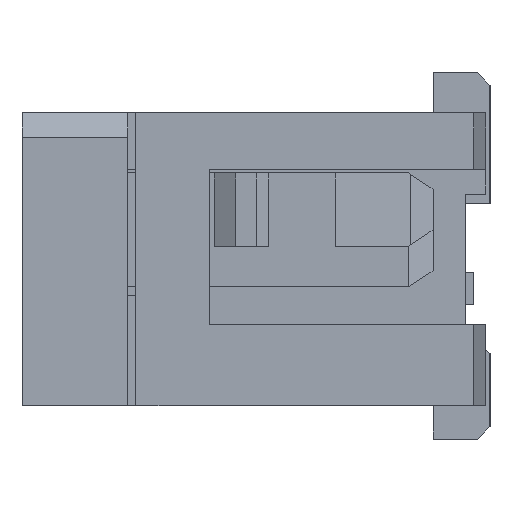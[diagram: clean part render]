
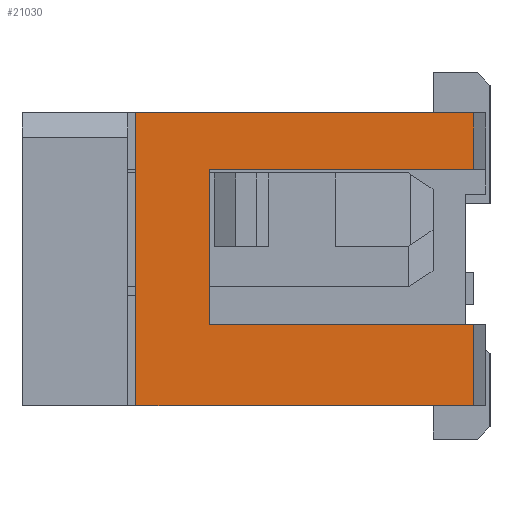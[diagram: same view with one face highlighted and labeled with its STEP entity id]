
A CAD part, left-side view. The second image highlights one B-rep face of the part: STEP entity #21030.
In plain terms, the highlighted planar face has unit normal (-1, 0, 0).
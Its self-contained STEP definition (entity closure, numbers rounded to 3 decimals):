
#1=DIRECTION('',(0.,0.,-1.));
#2=VECTOR('',#1,3.6);
#3=CARTESIAN_POINT('',(-9.925,4.3,1.8));
#4=LINE('',#3,#2);
#5=DIRECTION('',(0.,-1.,0.));
#6=VECTOR('',#5,4.15);
#7=CARTESIAN_POINT('',(-9.925,4.3,1.8));
#8=LINE('',#7,#6);
#9=DIRECTION('',(0.,0.,-1.));
#10=VECTOR('',#9,0.7);
#11=CARTESIAN_POINT('',(-9.925,0.15,1.8));
#12=LINE('',#11,#10);
#13=DIRECTION('',(0.,1.,0.));
#14=VECTOR('',#13,3.25);
#15=CARTESIAN_POINT('',(-9.925,0.15,1.1));
#16=LINE('',#15,#14);
#17=DIRECTION('',(0.,0.,-1.));
#18=VECTOR('',#17,1.9);
#19=CARTESIAN_POINT('',(-9.925,3.4,1.1));
#20=LINE('',#19,#18);
#21=DIRECTION('',(0.,0.,-1.));
#22=VECTOR('',#21,1.);
#23=CARTESIAN_POINT('',(-9.925,0.15,-0.8));
#24=LINE('',#23,#22);
#25=DIRECTION('',(0.,1.,0.));
#26=VECTOR('',#25,4.15);
#27=CARTESIAN_POINT('',(-9.925,0.15,-1.8));
#28=LINE('',#27,#26);
#7780=DIRECTION('',(0.,1.,0.));
#7781=VECTOR('',#7780,3.25);
#7782=CARTESIAN_POINT('',(-9.925,0.15,-0.8));
#7783=LINE('',#7782,#7781);
#15839=CARTESIAN_POINT('',(-9.925,4.3,1.8));
#15840=CARTESIAN_POINT('',(-9.925,4.3,-1.8));
#15841=VERTEX_POINT('',#15839);
#15842=VERTEX_POINT('',#15840);
#15851=CARTESIAN_POINT('',(-9.925,0.15,1.8));
#15852=VERTEX_POINT('',#15851);
#15867=CARTESIAN_POINT('',(-9.925,0.15,-1.8));
#15868=VERTEX_POINT('',#15867);
#15993=CARTESIAN_POINT('',(-9.925,0.15,1.1));
#15994=VERTEX_POINT('',#15993);
#15995=CARTESIAN_POINT('',(-9.925,0.15,-0.8));
#15996=VERTEX_POINT('',#15995);
#16149=CARTESIAN_POINT('',(-9.925,3.4,1.1));
#16150=CARTESIAN_POINT('',(-9.925,3.4,-0.8));
#16151=VERTEX_POINT('',#16149);
#16152=VERTEX_POINT('',#16150);
#21007=CARTESIAN_POINT('',(-9.925,0.,0.));
#21008=DIRECTION('',(1.,0.,0.));
#21009=DIRECTION('',(0.,-1.,0.));
#21010=AXIS2_PLACEMENT_3D('',#21007,#21008,#21009);
#21011=PLANE('',#21010);
#21013=ORIENTED_EDGE('',*,*,#21012,.F.);
#21015=ORIENTED_EDGE('',*,*,#21014,.T.);
#21017=ORIENTED_EDGE('',*,*,#21016,.T.);
#21019=ORIENTED_EDGE('',*,*,#21018,.T.);
#21021=ORIENTED_EDGE('',*,*,#21020,.T.);
#21023=ORIENTED_EDGE('',*,*,#21022,.F.);
#21025=ORIENTED_EDGE('',*,*,#21024,.T.);
#21027=ORIENTED_EDGE('',*,*,#21026,.T.);
#21028=EDGE_LOOP('',(#21013,#21015,#21017,#21019,#21021,#21023,#21025,#21027));
#21029=FACE_OUTER_BOUND('',#21028,.F.);
#21030=ADVANCED_FACE('',(#21029),#21011,.F.);
#21012=EDGE_CURVE('',#15841,#15842,#4,.T.);
#21014=EDGE_CURVE('',#15841,#15852,#8,.T.);
#21016=EDGE_CURVE('',#15852,#15994,#12,.T.);
#21018=EDGE_CURVE('',#15994,#16151,#16,.T.);
#21020=EDGE_CURVE('',#16151,#16152,#20,.T.);
#21022=EDGE_CURVE('',#15996,#16152,#7783,.T.);
#21024=EDGE_CURVE('',#15996,#15868,#24,.T.);
#21026=EDGE_CURVE('',#15868,#15842,#28,.T.);
